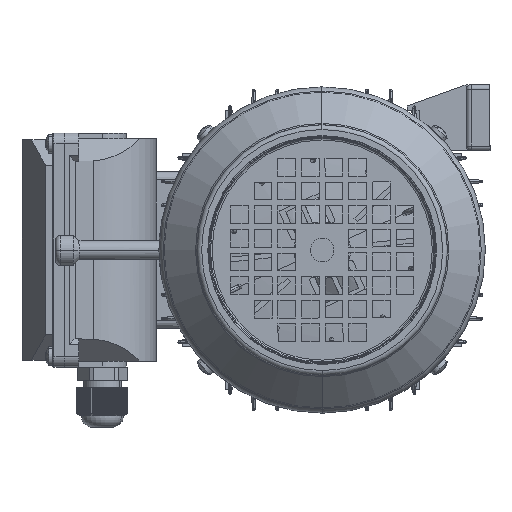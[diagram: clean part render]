
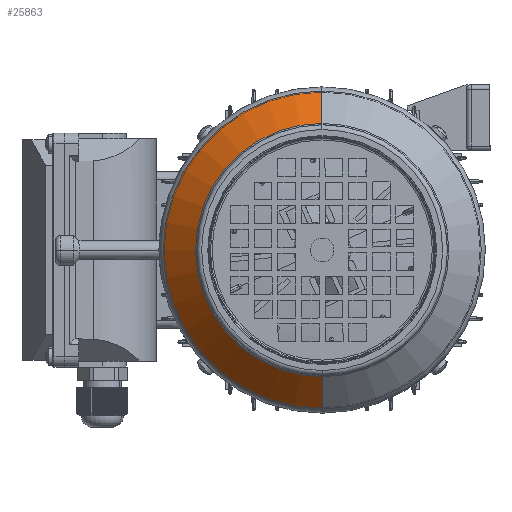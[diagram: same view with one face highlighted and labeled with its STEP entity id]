
A CAD part, left-side view. The second image highlights one B-rep face of the part: STEP entity #25863.
In plain terms, the highlighted conical face has half-angle 45 degrees and reference radius 53.586 mm.
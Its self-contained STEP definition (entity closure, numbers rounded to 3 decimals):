
#1330 = AXIS2_PLACEMENT_3D ( 'NONE', #80777, #66639, #52427 ) ;
#3223 = VERTEX_POINT ( 'NONE', #10105 ) ;
#3827 = CARTESIAN_POINT ( 'NONE',  ( 124.414, 0., 53.586 ) ) ;
#6133 = EDGE_CURVE ( 'NONE', #45378, #92160, #52809, .T. ) ;
#10105 = CARTESIAN_POINT ( 'NONE',  ( 124.414, 0., -53.586 ) ) ;
#10607 = ORIENTED_EDGE ( 'NONE', *, *, #6133, .F. ) ;
#10867 = EDGE_CURVE ( 'NONE', #25822, #45378, #124928, .T. ) ;
#13856 = DIRECTION ( 'NONE',  ( 0., 0., 1. ) ) ;
#15024 = EDGE_CURVE ( 'NONE', #25822, #3223, #81350, .T. ) ;
#16238 = ORIENTED_EDGE ( 'NONE', *, *, #10867, .F. ) ;
#16876 = CARTESIAN_POINT ( 'NONE',  ( 110.707, 0., 67.293 ) ) ;
#22489 = VECTOR ( 'NONE', #81769, 1000. ) ;
#25525 = AXIS2_PLACEMENT_3D ( 'NONE', #117940, #89670, #75438 ) ;
#25822 = VERTEX_POINT ( 'NONE', #3827 ) ;
#25863 = ADVANCED_FACE ( 'NONE', ( #36247 ), #111320, .T. ) ;
#27889 = ORIENTED_EDGE ( 'NONE', *, *, #15024, .T. ) ;
#27971 = DIRECTION ( 'NONE',  ( -1., 0., 0. ) ) ;
#36247 = FACE_OUTER_BOUND ( 'NONE', #57457, .T. ) ;
#42132 = CARTESIAN_POINT ( 'NONE',  ( 124.414, 0., 0. ) ) ;
#45378 = VERTEX_POINT ( 'NONE', #16876 ) ;
#52427 = DIRECTION ( 'NONE',  ( 0., 0., 1. ) ) ;
#52809 = CIRCLE ( 'NONE', #1330, 67.293 ) ;
#57457 = EDGE_LOOP ( 'NONE', ( #27889, #79105, #10607, #16238 ) ) ;
#66639 = DIRECTION ( 'NONE',  ( -1., 0., 0. ) ) ;
#71142 = EDGE_CURVE ( 'NONE', #3223, #92160, #110181, .T. ) ;
#75438 = DIRECTION ( 'NONE',  ( 0., 0., 1. ) ) ;
#79105 = ORIENTED_EDGE ( 'NONE', *, *, #71142, .T. ) ;
#80777 = CARTESIAN_POINT ( 'NONE',  ( 110.707, 0., 0. ) ) ;
#81350 = CIRCLE ( 'NONE', #100106, 53.586 ) ;
#81769 = DIRECTION ( 'NONE',  ( -0.707, 0., -0.707 ) ) ;
#89670 = DIRECTION ( 'NONE',  ( -1., 0., 0. ) ) ;
#92160 = VERTEX_POINT ( 'NONE', #123441 ) ;
#95563 = VECTOR ( 'NONE', #96628, 1000. ) ;
#95981 = CARTESIAN_POINT ( 'NONE',  ( 124.414, 0., -53.586 ) ) ;
#96628 = DIRECTION ( 'NONE',  ( -0.707, 0., 0.707 ) ) ;
#100106 = AXIS2_PLACEMENT_3D ( 'NONE', #42132, #27971, #13856 ) ;
#110181 = LINE ( 'NONE', #95981, #22489 ) ;
#110826 = CARTESIAN_POINT ( 'NONE',  ( 124.414, 0., 53.586 ) ) ;
#111320 = CONICAL_SURFACE ( 'NONE', #25525, 53.586, 0.785 ) ;
#117940 = CARTESIAN_POINT ( 'NONE',  ( 124.414, 0., 0. ) ) ;
#123441 = CARTESIAN_POINT ( 'NONE',  ( 110.707, 0., -67.293 ) ) ;
#124928 = LINE ( 'NONE', #110826, #95563 ) ;
